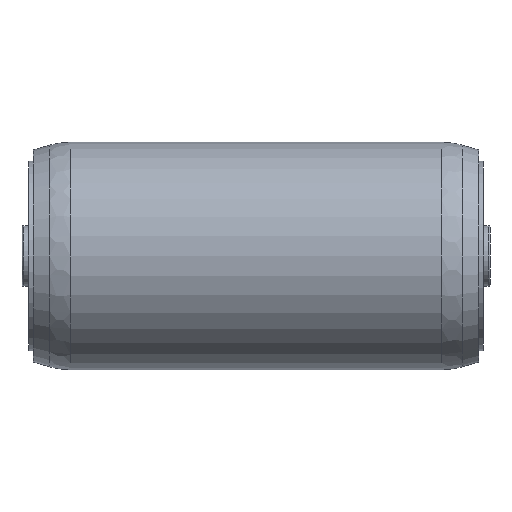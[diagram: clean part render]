
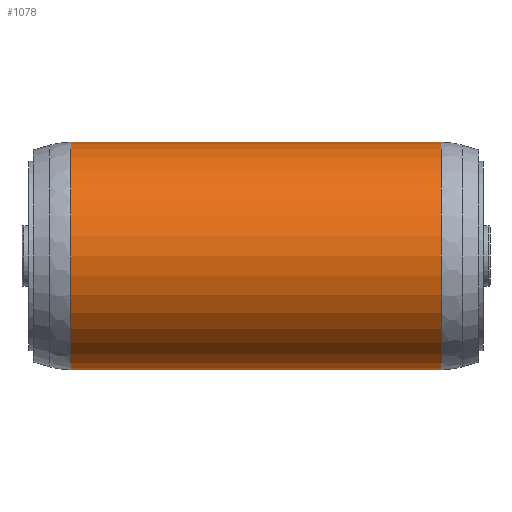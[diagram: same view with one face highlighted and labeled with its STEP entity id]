
A CAD part, front view. The second image highlights one B-rep face of the part: STEP entity #1078.
In plain terms, the highlighted cylindrical face has radius 30 mm (diameter 60 mm), a partial arc.
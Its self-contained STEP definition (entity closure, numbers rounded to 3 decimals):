
#34 = CIRCLE ( 'NONE', #656, 30. ) ;
#126 = LINE ( 'NONE', #437, #825 ) ;
#142 = VECTOR ( 'NONE', #1203, 1000. ) ;
#184 = CARTESIAN_POINT ( 'NONE',  ( 48.949, 0., 30. ) ) ;
#232 = ORIENTED_EDGE ( 'NONE', *, *, #1049, .T. ) ;
#234 = DIRECTION ( 'NONE',  ( 0., 0., -1. ) ) ;
#281 = DIRECTION ( 'NONE',  ( -1., 0., 0. ) ) ;
#297 = CARTESIAN_POINT ( 'NONE',  ( 48.949, 0., 0. ) ) ;
#376 = VERTEX_POINT ( 'NONE', #184 ) ;
#437 = CARTESIAN_POINT ( 'NONE',  ( 0., 0., 30. ) ) ;
#583 = DIRECTION ( 'NONE',  ( 0., 0., -1. ) ) ;
#612 = CARTESIAN_POINT ( 'NONE',  ( -48.949, 0., -30. ) ) ;
#656 = AXIS2_PLACEMENT_3D ( 'NONE', #676, #831, #234 ) ;
#676 = CARTESIAN_POINT ( 'NONE',  ( -48.949, 0., 0. ) ) ;
#709 = CARTESIAN_POINT ( 'NONE',  ( -48.949, 0., 30. ) ) ;
#719 = VERTEX_POINT ( 'NONE', #612 ) ;
#752 = FACE_OUTER_BOUND ( 'NONE', #1189, .T. ) ;
#825 = VECTOR ( 'NONE', #1502, 1000. ) ;
#831 = DIRECTION ( 'NONE',  ( 1., 0., 0. ) ) ;
#851 = VERTEX_POINT ( 'NONE', #1080 ) ;
#941 = CYLINDRICAL_SURFACE ( 'NONE', #1154, 30. ) ;
#986 = ORIENTED_EDGE ( 'NONE', *, *, #1486, .T. ) ;
#993 = AXIS2_PLACEMENT_3D ( 'NONE', #297, #1038, #583 ) ;
#1038 = DIRECTION ( 'NONE',  ( -1., 0., 0. ) ) ;
#1049 = EDGE_CURVE ( 'NONE', #851, #376, #1905, .T. ) ;
#1077 = EDGE_CURVE ( 'NONE', #376, #1935, #126, .T. ) ;
#1078 = ADVANCED_FACE ( 'NONE', ( #752 ), #941, .T. ) ;
#1080 = CARTESIAN_POINT ( 'NONE',  ( 48.949, 0., -30. ) ) ;
#1102 = EDGE_CURVE ( 'NONE', #851, #719, #1635, .T. ) ;
#1154 = AXIS2_PLACEMENT_3D ( 'NONE', #1351, #281, #1329 ) ;
#1189 = EDGE_LOOP ( 'NONE', ( #1700, #232, #1200, #986 ) ) ;
#1200 = ORIENTED_EDGE ( 'NONE', *, *, #1077, .T. ) ;
#1203 = DIRECTION ( 'NONE',  ( -1., 0., 0. ) ) ;
#1329 = DIRECTION ( 'NONE',  ( 0., 0., 1. ) ) ;
#1351 = CARTESIAN_POINT ( 'NONE',  ( 0., 0., 0. ) ) ;
#1486 = EDGE_CURVE ( 'NONE', #1935, #719, #34, .T. ) ;
#1502 = DIRECTION ( 'NONE',  ( -1., 0., 0. ) ) ;
#1635 = LINE ( 'NONE', #1643, #142 ) ;
#1643 = CARTESIAN_POINT ( 'NONE',  ( 0., 0., -30. ) ) ;
#1700 = ORIENTED_EDGE ( 'NONE', *, *, #1102, .F. ) ;
#1905 = CIRCLE ( 'NONE', #993, 30. ) ;
#1935 = VERTEX_POINT ( 'NONE', #709 ) ;
